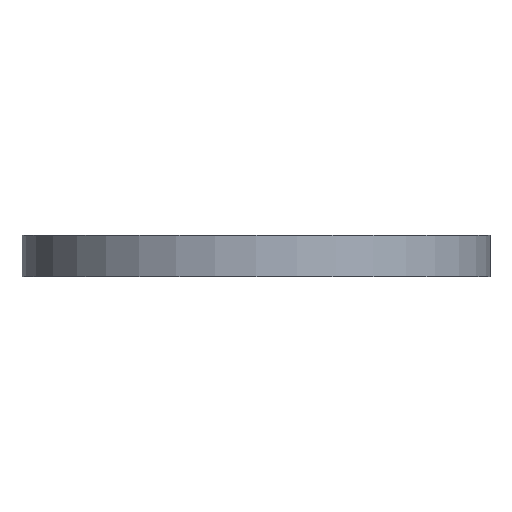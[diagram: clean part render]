
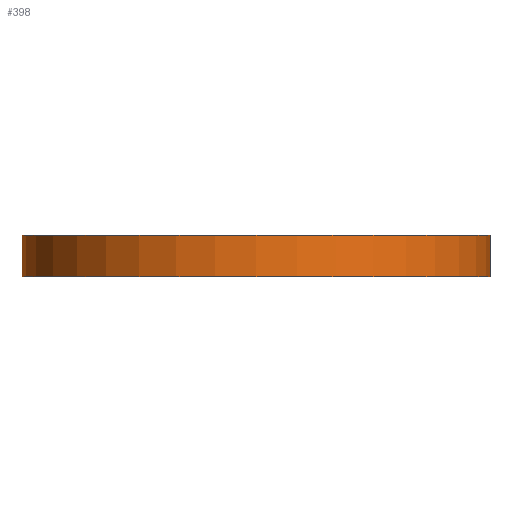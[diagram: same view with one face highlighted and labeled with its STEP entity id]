
A CAD part, front view. The second image highlights one B-rep face of the part: STEP entity #398.
In plain terms, the highlighted cylindrical face has radius 125 mm (diameter 250 mm), a partial arc.
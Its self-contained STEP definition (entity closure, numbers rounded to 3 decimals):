
#6 = DIRECTION ( 'NONE',  ( 0., 0., 1. ) ) ;
#32 = DIRECTION ( 'NONE',  ( 0., 0., 1. ) ) ;
#35 = DIRECTION ( 'NONE',  ( 0., 0., 1. ) ) ;
#36 = CARTESIAN_POINT ( 'NONE',  ( -125., 0., 0. ) ) ;
#37 = VERTEX_POINT ( 'NONE', #225 ) ;
#74 = DIRECTION ( 'NONE',  ( 1., 0., 0. ) ) ;
#136 = EDGE_CURVE ( 'NONE', #37, #595, #239, .T. ) ;
#177 = ORIENTED_EDGE ( 'NONE', *, *, #552, .T. ) ;
#191 = AXIS2_PLACEMENT_3D ( 'NONE', #399, #6, #472 ) ;
#203 = ORIENTED_EDGE ( 'NONE', *, *, #136, .T. ) ;
#217 = EDGE_CURVE ( 'NONE', #37, #296, #433, .T. ) ;
#225 = CARTESIAN_POINT ( 'NONE',  ( -125., 0., -22. ) ) ;
#228 = CARTESIAN_POINT ( 'NONE',  ( 0., 0., -22. ) ) ;
#239 = CIRCLE ( 'NONE', #659, 125. ) ;
#268 = CIRCLE ( 'NONE', #191, 125. ) ;
#296 = VERTEX_POINT ( 'NONE', #637 ) ;
#320 = FACE_OUTER_BOUND ( 'NONE', #685, .T. ) ;
#329 = CARTESIAN_POINT ( 'NONE',  ( 125., 0., 0. ) ) ;
#357 = LINE ( 'NONE', #792, #661 ) ;
#366 = ORIENTED_EDGE ( 'NONE', *, *, #217, .F. ) ;
#375 = ORIENTED_EDGE ( 'NONE', *, *, #409, .F. ) ;
#398 = ADVANCED_FACE ( 'NONE', ( #320 ), #708, .T. ) ;
#399 = CARTESIAN_POINT ( 'NONE',  ( 0., 0., 0. ) ) ;
#409 = EDGE_CURVE ( 'NONE', #296, #824, #268, .T. ) ;
#433 = LINE ( 'NONE', #36, #798 ) ;
#447 = CARTESIAN_POINT ( 'NONE',  ( 0., 0., 0. ) ) ;
#453 = DIRECTION ( 'NONE',  ( 0., 0., 1. ) ) ;
#472 = DIRECTION ( 'NONE',  ( 1., 0., 0. ) ) ;
#478 = DIRECTION ( 'NONE',  ( 0., 0., 1. ) ) ;
#481 = CARTESIAN_POINT ( 'NONE',  ( 125., 0., -22. ) ) ;
#543 = AXIS2_PLACEMENT_3D ( 'NONE', #447, #453, #74 ) ;
#552 = EDGE_CURVE ( 'NONE', #595, #824, #357, .T. ) ;
#595 = VERTEX_POINT ( 'NONE', #481 ) ;
#637 = CARTESIAN_POINT ( 'NONE',  ( -125., 0., 0. ) ) ;
#659 = AXIS2_PLACEMENT_3D ( 'NONE', #228, #478, #687 ) ;
#661 = VECTOR ( 'NONE', #35, 1000. ) ;
#685 = EDGE_LOOP ( 'NONE', ( #366, #203, #177, #375 ) ) ;
#687 = DIRECTION ( 'NONE',  ( 1., 0., 0. ) ) ;
#708 = CYLINDRICAL_SURFACE ( 'NONE', #543, 125. ) ;
#792 = CARTESIAN_POINT ( 'NONE',  ( 125., 0., 0. ) ) ;
#798 = VECTOR ( 'NONE', #32, 1000. ) ;
#824 = VERTEX_POINT ( 'NONE', #329 ) ;
